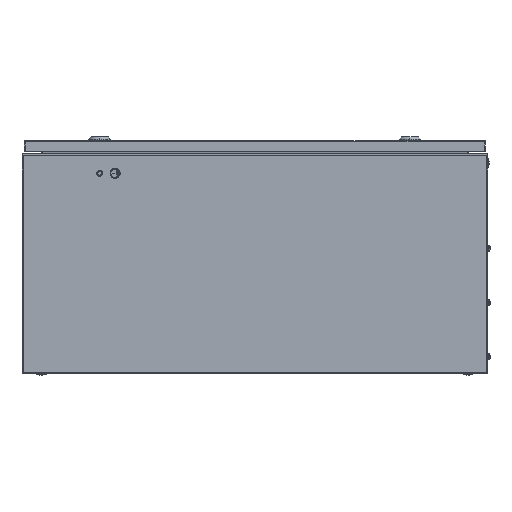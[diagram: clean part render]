
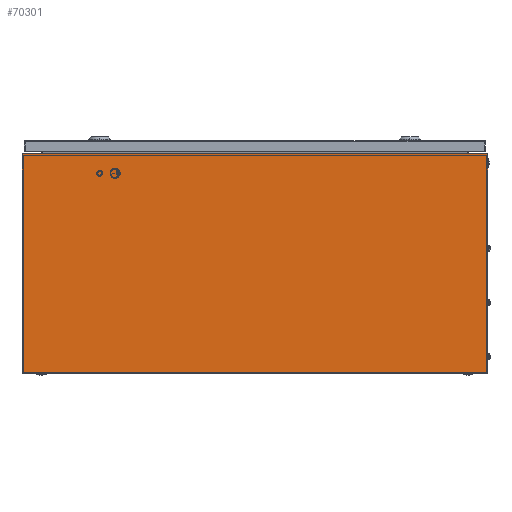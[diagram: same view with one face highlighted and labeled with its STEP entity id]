
A CAD part, left-side view. The second image highlights one B-rep face of the part: STEP entity #70301.
In plain terms, the highlighted planar face has unit normal (-1, 0, 0).
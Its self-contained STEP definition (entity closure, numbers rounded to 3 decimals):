
#3408 = VERTEX_POINT ( 'NONE', #63697 ) ;
#5115 = CARTESIAN_POINT ( 'NONE',  ( 0., 0., 0. ) ) ;
#7296 = ORIENTED_EDGE ( 'NONE', *, *, #35407, .F. ) ;
#7422 = VECTOR ( 'NONE', #14919, 1000. ) ;
#8518 = VERTEX_POINT ( 'NONE', #53440 ) ;
#10340 = DIRECTION ( 'NONE',  ( 1., 0., 0. ) ) ;
#11562 = ORIENTED_EDGE ( 'NONE', *, *, #35843, .T. ) ;
#11844 = LINE ( 'NONE', #5115, #51576 ) ;
#14546 = CARTESIAN_POINT ( 'NONE',  ( 0., 600., 283. ) ) ;
#14919 = DIRECTION ( 'NONE',  ( 0., 0., -1. ) ) ;
#17078 = FACE_OUTER_BOUND ( 'NONE', #38766, .T. ) ;
#22093 = AXIS2_PLACEMENT_3D ( 'NONE', #40859, #10340, #40098 ) ;
#23551 = EDGE_CURVE ( 'NONE', #56928, #8518, #43619, .T. ) ;
#24755 = LINE ( 'NONE', #42918, #61627 ) ;
#27668 = PLANE ( 'NONE',  #22093 ) ;
#27848 = CARTESIAN_POINT ( 'NONE',  ( 0., 600., 283. ) ) ;
#28620 = VECTOR ( 'NONE', #69635, 1000. ) ;
#33414 = CARTESIAN_POINT ( 'NONE',  ( 0., 0., 0. ) ) ;
#35407 = EDGE_CURVE ( 'NONE', #56928, #3408, #52672, .T. ) ;
#35843 = EDGE_CURVE ( 'NONE', #8518, #68906, #11844, .T. ) ;
#38766 = EDGE_LOOP ( 'NONE', ( #11562, #48217, #7296, #74412 ) ) ;
#40098 = DIRECTION ( 'NONE',  ( 0., 0., -1. ) ) ;
#40859 = CARTESIAN_POINT ( 'NONE',  ( 0., 0., 283. ) ) ;
#40972 = CARTESIAN_POINT ( 'NONE',  ( 0., 0., 283. ) ) ;
#42918 = CARTESIAN_POINT ( 'NONE',  ( 0., 0., 283. ) ) ;
#43619 = LINE ( 'NONE', #14546, #7422 ) ;
#48217 = ORIENTED_EDGE ( 'NONE', *, *, #52147, .F. ) ;
#51576 = VECTOR ( 'NONE', #64257, 1000. ) ;
#52147 = EDGE_CURVE ( 'NONE', #3408, #68906, #24755, .T. ) ;
#52672 = LINE ( 'NONE', #40972, #28620 ) ;
#53440 = CARTESIAN_POINT ( 'NONE',  ( 0., 600., 0. ) ) ;
#54971 = DIRECTION ( 'NONE',  ( 0., 0., -1. ) ) ;
#56928 = VERTEX_POINT ( 'NONE', #27848 ) ;
#61627 = VECTOR ( 'NONE', #54971, 1000. ) ;
#63697 = CARTESIAN_POINT ( 'NONE',  ( 0., 0., 283. ) ) ;
#64257 = DIRECTION ( 'NONE',  ( 0., -1., 0. ) ) ;
#68906 = VERTEX_POINT ( 'NONE', #33414 ) ;
#69635 = DIRECTION ( 'NONE',  ( 0., -1., 0. ) ) ;
#70301 = ADVANCED_FACE ( 'NONE', ( #17078 ), #27668, .F. ) ;
#74412 = ORIENTED_EDGE ( 'NONE', *, *, #23551, .T. ) ;
